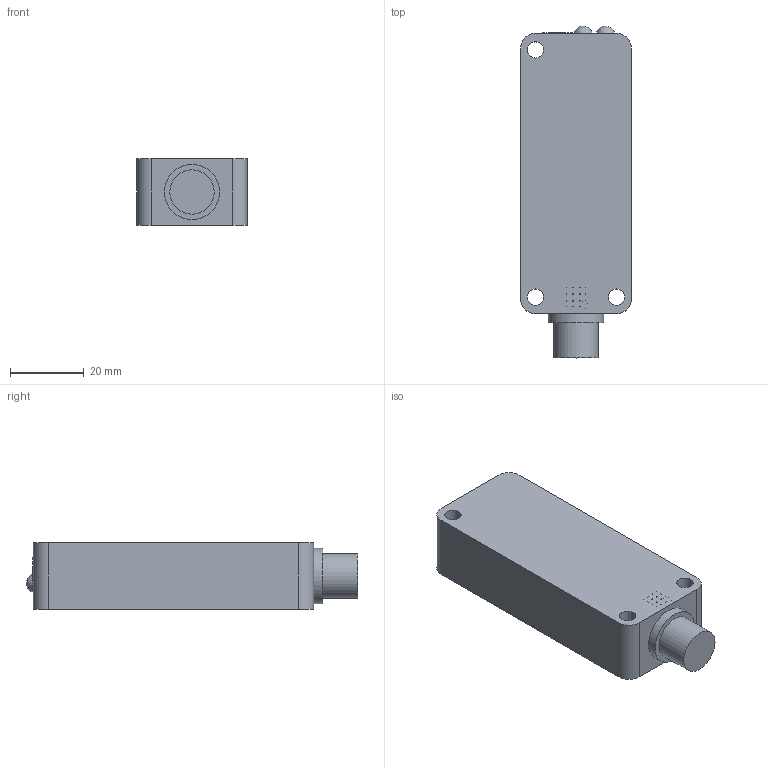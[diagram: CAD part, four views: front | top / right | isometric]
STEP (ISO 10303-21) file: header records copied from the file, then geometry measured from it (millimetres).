
FILE_DESCRIPTION((''),'2;1');
FILE_NAME('LHT_81_M_400.stp','2008-11-01T08:33:31',('User'),(''),'Autodesk Inventor 10','Autodesk Inventor 10','');
FILE_SCHEMA(('AUTOMOTIVE_DESIGN { 1 0 10303 214 1 1 1 1 }'));
Length unit declared in the file: millimetre
Products named in the file (2): LHT_81_M_400
Assembly tree (1 placements, depth 2):
  LHT_81_M_400
    LHT_81_M_400
Bounding box: 30 x 90 x 18 mm (x, y, z)
Volume: 41533.4 mm3; surface area: 9419 mm2
Topology: 1 solids, 1 shells, 131 faces, 314 edges, 210 vertices
Faces by surface type: plane 119, cylinder 10, bspline 2
Full cylindrical faces by diameter (mm): 4.4 x3, 8 x1, 12 x1, 15 x1
Entity records: 3795 total; most frequent: CARTESIAN_POINT 698, ORIENTED_EDGE 608, DIRECTION 592, EDGE_CURVE 304, VECTOR 280, LINE 280, VERTEX_POINT 208, EDGE_LOOP 170
